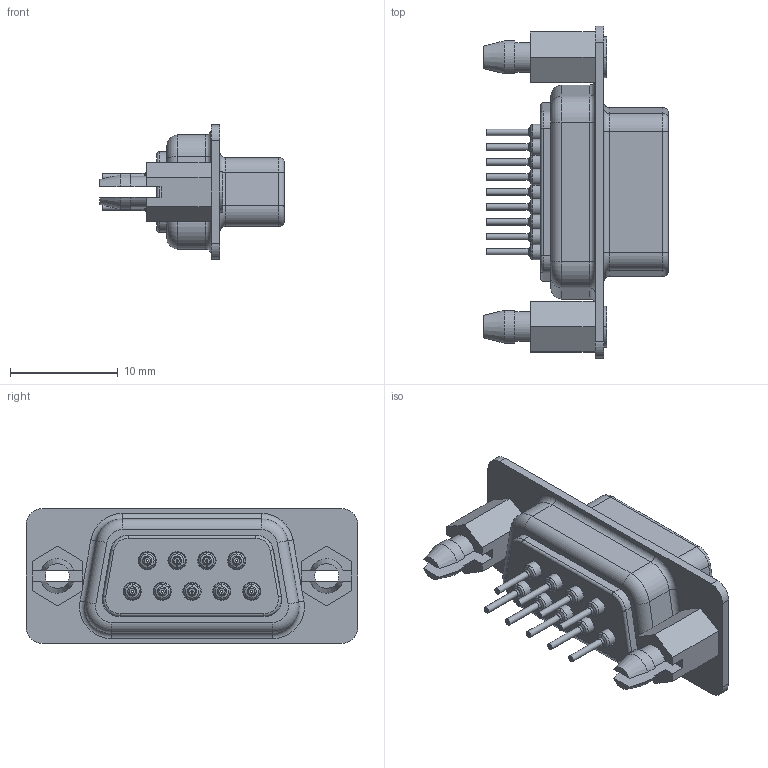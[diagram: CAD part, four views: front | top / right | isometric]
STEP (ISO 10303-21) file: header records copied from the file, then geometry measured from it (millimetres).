
FILE_DESCRIPTION( ('This file contains a STEP AP42 implementation' ,'as created by ZW3D STEP Interface translator.') ,'2;1' );
FILE_NAME( '6222-XXFYS0X01.stp' ,'231114.135836', (''), ('ZWCAD Software Co.'), 'Version 1.0', 'ZW3D to STEP translator', '' );
FILE_SCHEMA(('AUTOMOTIVE_DESIGN { 1 0 10303 214 1 1 1 1 }'));
Length unit declared in the file: millimetre
Products named in the file (2): 0; 6222
Bounding box: 17.15 x 30.8 x 12.5 mm (x, y, z)
Volume: 1748.4 mm3; surface area: 3767.1 mm2
Topology: 1 solids, 4 shells, 1163 faces, 3086 edges, 1950 vertices
Faces by surface type: cylinder 378, plane 353, bspline 166, cone 153, torus 113
Entity records: 46138 total; most frequent: CARTESIAN_POINT 17662, ORIENTED_EDGE 6172, DIRECTION 5095, EDGE_CURVE 3086, AXIS2_PLACEMENT_3D 1963, VERTEX_POINT 1950, EDGE_LOOP 1206, VECTOR 1169
